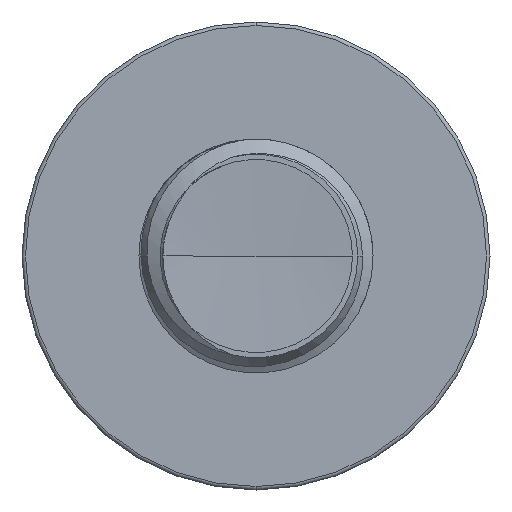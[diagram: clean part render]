
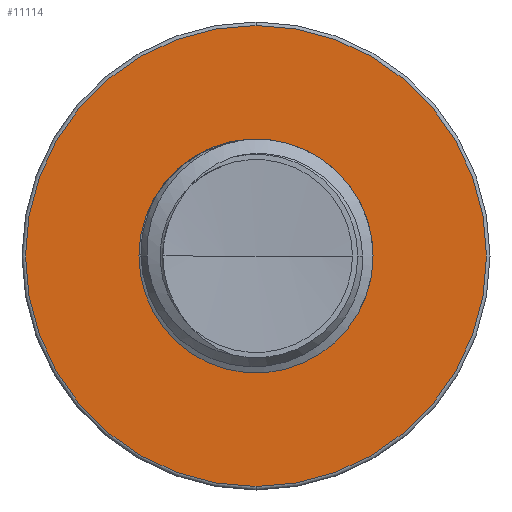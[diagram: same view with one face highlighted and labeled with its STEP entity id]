
A CAD part, front view. The second image highlights one B-rep face of the part: STEP entity #11114.
In plain terms, the highlighted planar face has unit normal (0, -1, 0).
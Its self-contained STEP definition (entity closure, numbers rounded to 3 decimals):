
#473 = ORIENTED_EDGE ( 'NONE', *, *, #3904, .F. ) ;
#627 = AXIS2_PLACEMENT_3D ( 'NONE', #17046, #8565, #18482 ) ;
#1346 = CIRCLE ( 'NONE', #627, 5.91 ) ;
#1395 = CARTESIAN_POINT ( 'NONE',  ( 0., 6., 2.923 ) ) ;
#2327 = AXIS2_PLACEMENT_3D ( 'NONE', #16820, #8336, #18234 ) ;
#3036 = EDGE_CURVE ( 'NONE', #7034, #13334, #16301, .T. ) ;
#3302 = CARTESIAN_POINT ( 'NONE',  ( 0., 6., -5.91 ) ) ;
#3904 = EDGE_CURVE ( 'NONE', #13334, #7034, #13628, .T. ) ;
#4452 = DIRECTION ( 'NONE',  ( 0., -1., 0. ) ) ;
#4466 = EDGE_CURVE ( 'NONE', #16029, #10291, #1346, .T. ) ;
#4969 = CARTESIAN_POINT ( 'NONE',  ( 0., 6., 0. ) ) ;
#4993 = AXIS2_PLACEMENT_3D ( 'NONE', #4969, #14773, #6423 ) ;
#5059 = EDGE_LOOP ( 'NONE', ( #12093, #11521 ) ) ;
#5707 = CIRCLE ( 'NONE', #12814, 5.91 ) ;
#5973 = ORIENTED_EDGE ( 'NONE', *, *, #3036, .F. ) ;
#6423 = DIRECTION ( 'NONE',  ( 0., 0., -1. ) ) ;
#7034 = VERTEX_POINT ( 'NONE', #15638 ) ;
#8336 = DIRECTION ( 'NONE',  ( 0., -1., 0. ) ) ;
#8565 = DIRECTION ( 'NONE',  ( 0., -1., 0. ) ) ;
#8624 = DIRECTION ( 'NONE',  ( 0., 0., -1. ) ) ;
#9354 = FACE_OUTER_BOUND ( 'NONE', #5059, .T. ) ;
#10291 = VERTEX_POINT ( 'NONE', #3302 ) ;
#11114 = ADVANCED_FACE ( 'NONE', ( #9354, #13161 ), #14224, .T. ) ;
#11173 = EDGE_CURVE ( 'NONE', #10291, #16029, #5707, .T. ) ;
#11514 = CARTESIAN_POINT ( 'NONE',  ( 0., 6., 5.91 ) ) ;
#11521 = ORIENTED_EDGE ( 'NONE', *, *, #4466, .T. ) ;
#12093 = ORIENTED_EDGE ( 'NONE', *, *, #11173, .T. ) ;
#12814 = AXIS2_PLACEMENT_3D ( 'NONE', #12908, #4452, #14285 ) ;
#12908 = CARTESIAN_POINT ( 'NONE',  ( 0., 6., 0. ) ) ;
#13161 = FACE_BOUND ( 'NONE', #16112, .T. ) ;
#13334 = VERTEX_POINT ( 'NONE', #15253 ) ;
#13628 = CIRCLE ( 'NONE', #4993, 2.923 ) ;
#13733 = AXIS2_PLACEMENT_3D ( 'NONE', #1395, #17106, #8624 ) ;
#14224 = PLANE ( 'NONE',  #13733 ) ;
#14285 = DIRECTION ( 'NONE',  ( 0., 0., -1. ) ) ;
#14773 = DIRECTION ( 'NONE',  ( 0., -1., 0. ) ) ;
#15253 = CARTESIAN_POINT ( 'NONE',  ( 0., 6., 2.923 ) ) ;
#15638 = CARTESIAN_POINT ( 'NONE',  ( 0., 6., -2.923 ) ) ;
#16029 = VERTEX_POINT ( 'NONE', #11514 ) ;
#16112 = EDGE_LOOP ( 'NONE', ( #5973, #473 ) ) ;
#16301 = CIRCLE ( 'NONE', #2327, 2.923 ) ;
#16820 = CARTESIAN_POINT ( 'NONE',  ( 0., 6., 0. ) ) ;
#17046 = CARTESIAN_POINT ( 'NONE',  ( 0., 6., 0. ) ) ;
#17106 = DIRECTION ( 'NONE',  ( 0., -1., 0. ) ) ;
#18234 = DIRECTION ( 'NONE',  ( 0., 0., -1. ) ) ;
#18482 = DIRECTION ( 'NONE',  ( 0., 0., -1. ) ) ;
